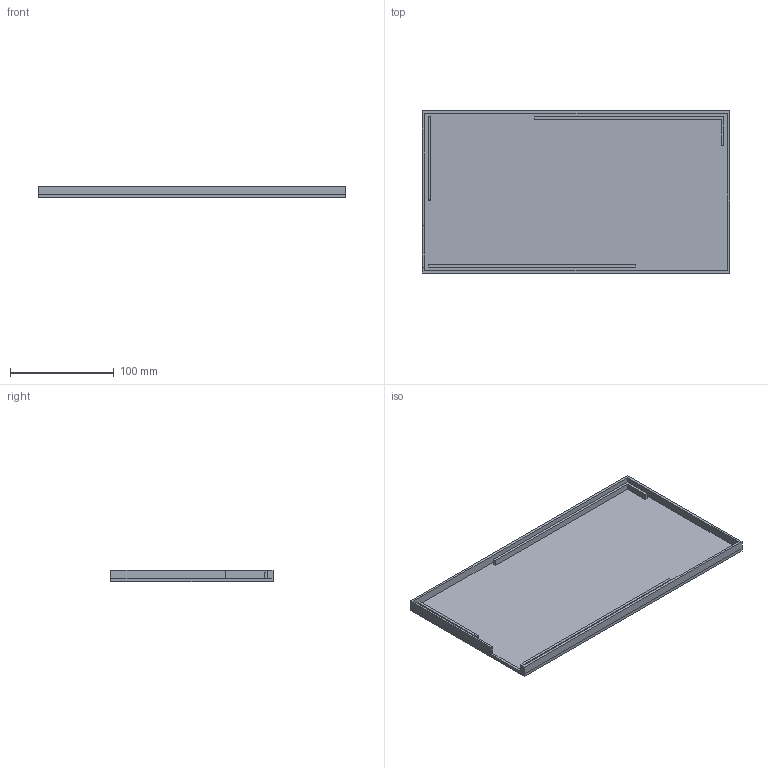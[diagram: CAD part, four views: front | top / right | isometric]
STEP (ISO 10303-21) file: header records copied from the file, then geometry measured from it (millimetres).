
FILE_DESCRIPTION(('FreeCAD Model'),'2;1');
FILE_NAME( 'tapa.step', '2017-11-27T18:31:16',('Author'),(''), 'Open CASCADE STEP processor 6.8','FreeCAD','Unknown');
FILE_SCHEMA(('AUTOMOTIVE_DESIGN_CC2 { 1 2 10303 214 -1 1 5 4 }'));
Length unit declared in the file: millimetre
Products named in the file (1): Pad002
Bounding box: 295.6 x 156 x 11 mm (x, y, z)
Volume: 162475.4 mm3; surface area: 115580.6 mm2
Topology: 1 solids, 1 shells, 246 faces, 661 edges, 438 vertices
Faces by surface type: extrusion 191, plane 55
Entity records: 16222 total; most frequent: CARTESIAN_POINT 4283, DIRECTION 1522, VECTOR 1410, ORIENTED_EDGE 1322, PCURVE 1322, DEFINITIONAL_REPRESENTATION 1322, LINE 1219, B_SPLINE_CURVE_WITH_KNOTS 955
